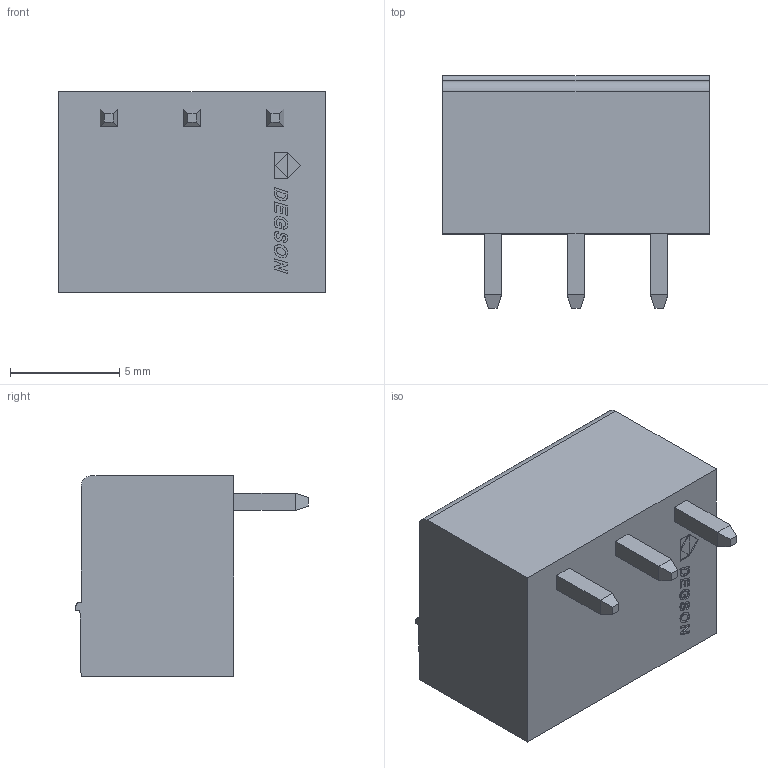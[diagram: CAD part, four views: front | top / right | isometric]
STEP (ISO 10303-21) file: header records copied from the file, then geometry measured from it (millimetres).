
FILE_DESCRIPTION((''),'2;1');
FILE_NAME('15EDGRC-3_81-03P-14-00A_H_','2020-05-29T',('Administrator'),(''),'CREO PARAMETRIC BY PTC INC, 2015200','CREO PARAMETRIC BY PTC INC, 2015200','');
FILE_SCHEMA(('AUTOMOTIVE_DESIGN { 1 0 10303 214 1 1 1 1 }'));
Length unit declared in the file: millimetre
Products named in the file (1): 15EDGRC-3_81-03P-14-00A_H_
Bounding box: 12.22 x 10.64 x 9.2 mm (x, y, z)
Volume: 467.7 mm3; surface area: 1024 mm2
Topology: 1 solids, 1 shells, 449 faces, 1251 edges, 826 vertices
Faces by surface type: plane 435, cylinder 11, cone 3
Entity records: 14173 total; most frequent: CARTESIAN_POINT 2592, ORIENTED_EDGE 2502, DIRECTION 2157, EDGE_CURVE 1251, VECTOR 1197, LINE 1197, VERTEX_POINT 826, AXIS2_PLACEMENT_3D 480
